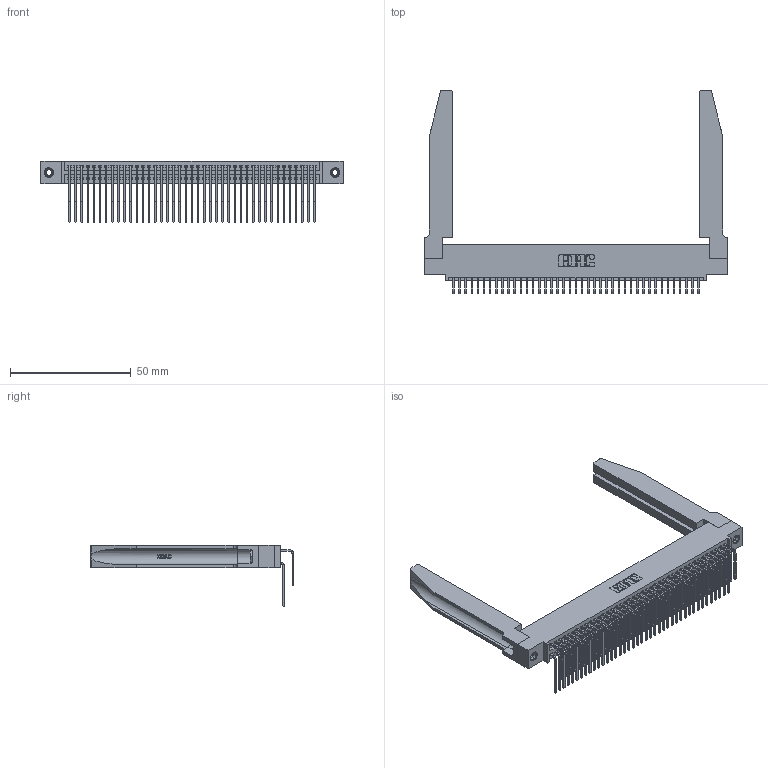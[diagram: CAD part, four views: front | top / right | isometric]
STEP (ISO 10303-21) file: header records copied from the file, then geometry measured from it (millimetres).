
FILE_DESCRIPTION (( 'STEP AP203' ), '1' );
FILE_NAME ('395-082-559-578.STEP', '2019-10-25T07:43:52', ( '' ), ( '' ), 'SwSTEP 2.0', 'SolidWorks 2016', '' );
FILE_SCHEMA (( 'CONFIG_CONTROL_DESIGN' ));
Length unit declared in the file: inch
Products named in the file (6): 345 Part_0.110 Offset - 0.156 Dia-TH; 345-292-001_558 559 Tail - 1; 345-292-001_559 Tail - 2; 345-250-001_345-250-001-102; 345-220-078_345-220-078; 395-082-559-578
Assembly tree (87 placements, depth 2):
  395-082-559-578
    345 Part_0.110 Offset - 0.156 Dia-TH
    345-292-001_558 559 Tail - 1  x41
    345-292-001_559 Tail - 2  x41
    345-250-001_345-250-001-102  x2
    345-220-078_345-220-078  x2
Bounding box: 125.37 x 84.32 x 25.53 mm (x, y, z)
Volume: 20339.8 mm3; surface area: 27716 mm2
Topology: 87 solids, 87 shells, 4628 faces, 13671 edges, 8994 vertices
Faces by surface type: plane 3096, cylinder 1480, bspline 36, cone 12, torus 4
Entity records: 38828 total; most frequent: CARTESIAN_POINT 7474, ORIENTED_EDGE 6254, DIRECTION 5557, EDGE_CURVE 3127, VECTOR 2697, LINE 2697, VERTEX_POINT 2076, AXIS2_PLACEMENT_3D 1430
